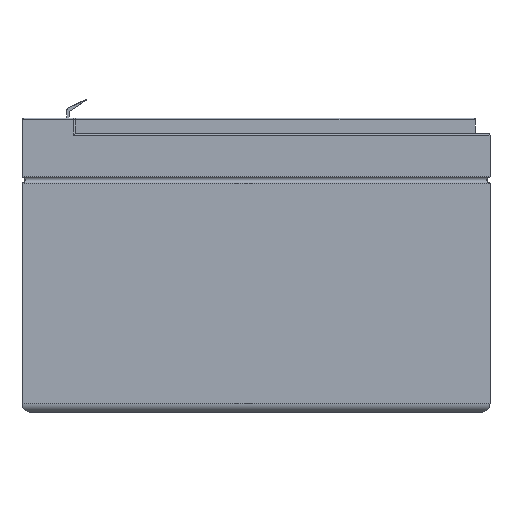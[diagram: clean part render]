
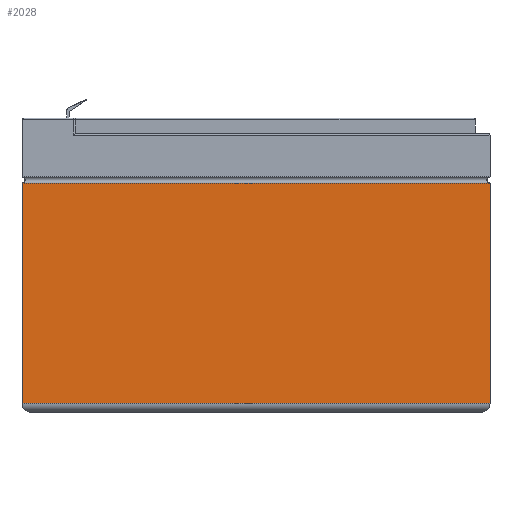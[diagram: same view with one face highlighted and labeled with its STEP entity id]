
A CAD part, left-side view. The second image highlights one B-rep face of the part: STEP entity #2028.
In plain terms, the highlighted planar face has unit normal (-1, 0, 0).
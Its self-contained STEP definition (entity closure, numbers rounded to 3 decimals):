
#268 = CYLINDRICAL_SURFACE('',#269,1.);
#269 = AXIS2_PLACEMENT_3D('',#270,#271,#272);
#270 = CARTESIAN_POINT('',(-32.5,75.5,75.));
#271 = DIRECTION('',(0.,1.,0.));
#272 = DIRECTION('',(-1.,0.,0.));
#445 = VERTEX_POINT('',#446);
#446 = CARTESIAN_POINT('',(-32.5,75.5,74.));
#496 = PLANE('',#497);
#497 = AXIS2_PLACEMENT_3D('',#498,#499,#500);
#498 = CARTESIAN_POINT('',(-32.5,75.5,0.));
#499 = DIRECTION('',(0.,1.,0.));
#500 = DIRECTION('',(1.,0.,0.));
#897 = VERTEX_POINT('',#898);
#898 = CARTESIAN_POINT('',(-32.5,-75.5,74.));
#947 = EDGE_CURVE('',#897,#445,#948,.T.);
#948 = SURFACE_CURVE('',#949,(#953,#960),.PCURVE_S1.);
#949 = LINE('',#950,#951);
#950 = CARTESIAN_POINT('',(-32.5,75.5,74.));
#951 = VECTOR('',#952,1.);
#952 = DIRECTION('',(0.,1.,0.));
#953 = PCURVE('',#268,#954);
#954 = DEFINITIONAL_REPRESENTATION('',(#955),#959);
#955 = LINE('',#956,#957);
#956 = CARTESIAN_POINT('',(4.712,0.));
#957 = VECTOR('',#958,1.);
#958 = DIRECTION('',(0.,1.));
#959 = ( GEOMETRIC_REPRESENTATION_CONTEXT(2) 
PARAMETRIC_REPRESENTATION_CONTEXT() REPRESENTATION_CONTEXT('2D SPACE',''
  ) );
#960 = PCURVE('',#961,#966);
#961 = PLANE('',#962);
#962 = AXIS2_PLACEMENT_3D('',#963,#964,#965);
#963 = CARTESIAN_POINT('',(-32.5,-75.5,0.));
#964 = DIRECTION('',(-1.,0.,0.));
#965 = DIRECTION('',(0.,1.,0.));
#966 = DEFINITIONAL_REPRESENTATION('',(#967),#971);
#967 = LINE('',#968,#969);
#968 = CARTESIAN_POINT('',(151.,-74.));
#969 = VECTOR('',#970,1.);
#970 = DIRECTION('',(1.,0.));
#971 = ( GEOMETRIC_REPRESENTATION_CONTEXT(2) 
PARAMETRIC_REPRESENTATION_CONTEXT() REPRESENTATION_CONTEXT('2D SPACE',''
  ) );
#1671 = VERTEX_POINT('',#1672);
#1672 = CARTESIAN_POINT('',(-32.5,75.5,3.));
#1698 = EDGE_CURVE('',#1671,#445,#1699,.T.);
#1699 = SURFACE_CURVE('',#1700,(#1704,#1711),.PCURVE_S1.);
#1700 = LINE('',#1701,#1702);
#1701 = CARTESIAN_POINT('',(-32.5,75.5,0.));
#1702 = VECTOR('',#1703,1.);
#1703 = DIRECTION('',(0.,0.,1.));
#1704 = PCURVE('',#496,#1705);
#1705 = DEFINITIONAL_REPRESENTATION('',(#1706),#1710);
#1706 = LINE('',#1707,#1708);
#1707 = CARTESIAN_POINT('',(0.,0.));
#1708 = VECTOR('',#1709,1.);
#1709 = DIRECTION('',(0.,-1.));
#1710 = ( GEOMETRIC_REPRESENTATION_CONTEXT(2) 
PARAMETRIC_REPRESENTATION_CONTEXT() REPRESENTATION_CONTEXT('2D SPACE',''
  ) );
#1711 = PCURVE('',#961,#1712);
#1712 = DEFINITIONAL_REPRESENTATION('',(#1713),#1717);
#1713 = LINE('',#1714,#1715);
#1714 = CARTESIAN_POINT('',(151.,0.));
#1715 = VECTOR('',#1716,1.);
#1716 = DIRECTION('',(0.,-1.));
#1717 = ( GEOMETRIC_REPRESENTATION_CONTEXT(2) 
PARAMETRIC_REPRESENTATION_CONTEXT() REPRESENTATION_CONTEXT('2D SPACE',''
  ) );
#2028 = ADVANCED_FACE('',(#2029),#961,.T.);
#2029 = FACE_BOUND('',#2030,.T.);
#2030 = EDGE_LOOP('',(#2031,#2032,#2060,#2086));
#2031 = ORIENTED_EDGE('',*,*,#1698,.F.);
#2032 = ORIENTED_EDGE('',*,*,#2033,.F.);
#2033 = EDGE_CURVE('',#2034,#1671,#2036,.T.);
#2034 = VERTEX_POINT('',#2035);
#2035 = CARTESIAN_POINT('',(-32.5,-75.5,3.));
#2036 = SURFACE_CURVE('',#2037,(#2041,#2048),.PCURVE_S1.);
#2037 = LINE('',#2038,#2039);
#2038 = CARTESIAN_POINT('',(-32.5,-75.5,3.));
#2039 = VECTOR('',#2040,1.);
#2040 = DIRECTION('',(0.,1.,0.));
#2041 = PCURVE('',#961,#2042);
#2042 = DEFINITIONAL_REPRESENTATION('',(#2043),#2047);
#2043 = LINE('',#2044,#2045);
#2044 = CARTESIAN_POINT('',(0.,-3.));
#2045 = VECTOR('',#2046,1.);
#2046 = DIRECTION('',(1.,0.));
#2047 = ( GEOMETRIC_REPRESENTATION_CONTEXT(2) 
PARAMETRIC_REPRESENTATION_CONTEXT() REPRESENTATION_CONTEXT('2D SPACE',''
  ) );
#2048 = PCURVE('',#2049,#2054);
#2049 = CYLINDRICAL_SURFACE('',#2050,3.);
#2050 = AXIS2_PLACEMENT_3D('',#2051,#2052,#2053);
#2051 = CARTESIAN_POINT('',(-29.5,-75.5,3.));
#2052 = DIRECTION('',(0.,1.,0.));
#2053 = DIRECTION('',(0.,0.,-1.));
#2054 = DEFINITIONAL_REPRESENTATION('',(#2055),#2059);
#2055 = LINE('',#2056,#2057);
#2056 = CARTESIAN_POINT('',(1.571,0.));
#2057 = VECTOR('',#2058,1.);
#2058 = DIRECTION('',(0.,1.));
#2059 = ( GEOMETRIC_REPRESENTATION_CONTEXT(2) 
PARAMETRIC_REPRESENTATION_CONTEXT() REPRESENTATION_CONTEXT('2D SPACE',''
  ) );
#2060 = ORIENTED_EDGE('',*,*,#2061,.T.);
#2061 = EDGE_CURVE('',#2034,#897,#2062,.T.);
#2062 = SURFACE_CURVE('',#2063,(#2067,#2074),.PCURVE_S1.);
#2063 = LINE('',#2064,#2065);
#2064 = CARTESIAN_POINT('',(-32.5,-75.5,0.));
#2065 = VECTOR('',#2066,1.);
#2066 = DIRECTION('',(0.,0.,1.));
#2067 = PCURVE('',#961,#2068);
#2068 = DEFINITIONAL_REPRESENTATION('',(#2069),#2073);
#2069 = LINE('',#2070,#2071);
#2070 = CARTESIAN_POINT('',(0.,0.));
#2071 = VECTOR('',#2072,1.);
#2072 = DIRECTION('',(0.,-1.));
#2073 = ( GEOMETRIC_REPRESENTATION_CONTEXT(2) 
PARAMETRIC_REPRESENTATION_CONTEXT() REPRESENTATION_CONTEXT('2D SPACE',''
  ) );
#2074 = PCURVE('',#2075,#2080);
#2075 = PLANE('',#2076);
#2076 = AXIS2_PLACEMENT_3D('',#2077,#2078,#2079);
#2077 = CARTESIAN_POINT('',(0.011,-75.5,46.696));
#2078 = DIRECTION('',(0.,-1.,0.));
#2079 = DIRECTION('',(0.,0.,-1.));
#2080 = DEFINITIONAL_REPRESENTATION('',(#2081),#2085);
#2081 = LINE('',#2082,#2083);
#2082 = CARTESIAN_POINT('',(46.696,-32.511));
#2083 = VECTOR('',#2084,1.);
#2084 = DIRECTION('',(-1.,0.));
#2085 = ( GEOMETRIC_REPRESENTATION_CONTEXT(2) 
PARAMETRIC_REPRESENTATION_CONTEXT() REPRESENTATION_CONTEXT('2D SPACE',''
  ) );
#2086 = ORIENTED_EDGE('',*,*,#947,.T.);
